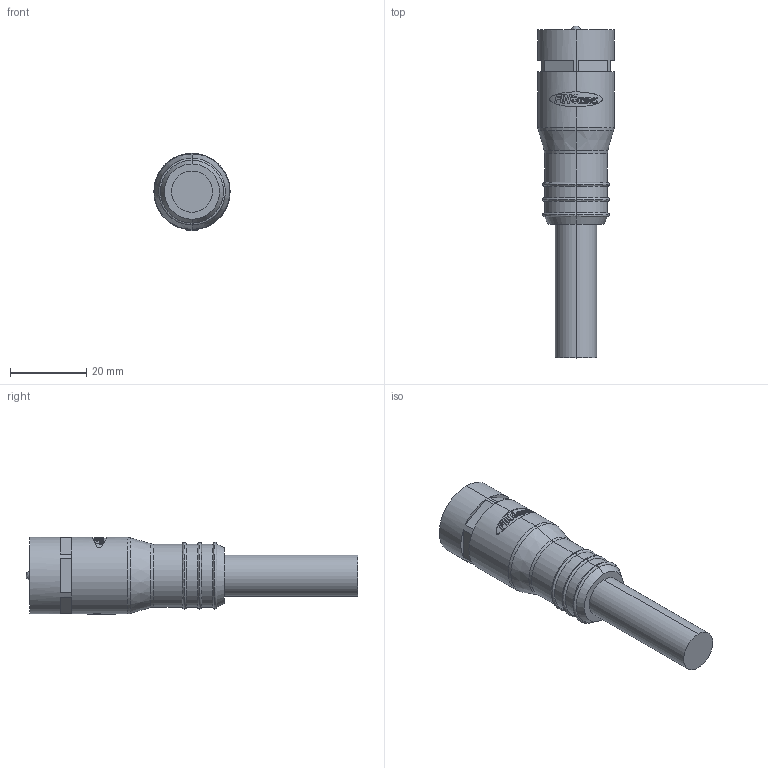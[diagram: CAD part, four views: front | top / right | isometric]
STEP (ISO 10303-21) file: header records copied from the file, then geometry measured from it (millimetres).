
FILE_DESCRIPTION (( 'STEP AP203' ), '1' );
FILE_NAME ('P318.STEP', '2020-04-15T05:41:35', ( 'edpusr' ), ( 'Microsoft' ), 'SwSTEP 2.0', 'SolidWorks 2015', '' );
FILE_SCHEMA (( 'CONFIG_CONTROL_DESIGN' ));
Length unit declared in the file: millimetre
Products named in the file (1): P318
Bounding box: 20 x 87 x 20.2 mm (x, y, z)
Volume: 15863.4 mm3; surface area: 6572.7 mm2
Topology: 2 solids, 2 shells, 324 faces, 857 edges, 549 vertices
Faces by surface type: cylinder 150, plane 137, bspline 33, cone 4
Entity records: 11854 total; most frequent: CARTESIAN_POINT 4490, ORIENTED_EDGE 1678, DIRECTION 1296, EDGE_CURVE 839, VERTEX_POINT 549, AXIS2_PLACEMENT_3D 466, LINE 364, VECTOR 364
